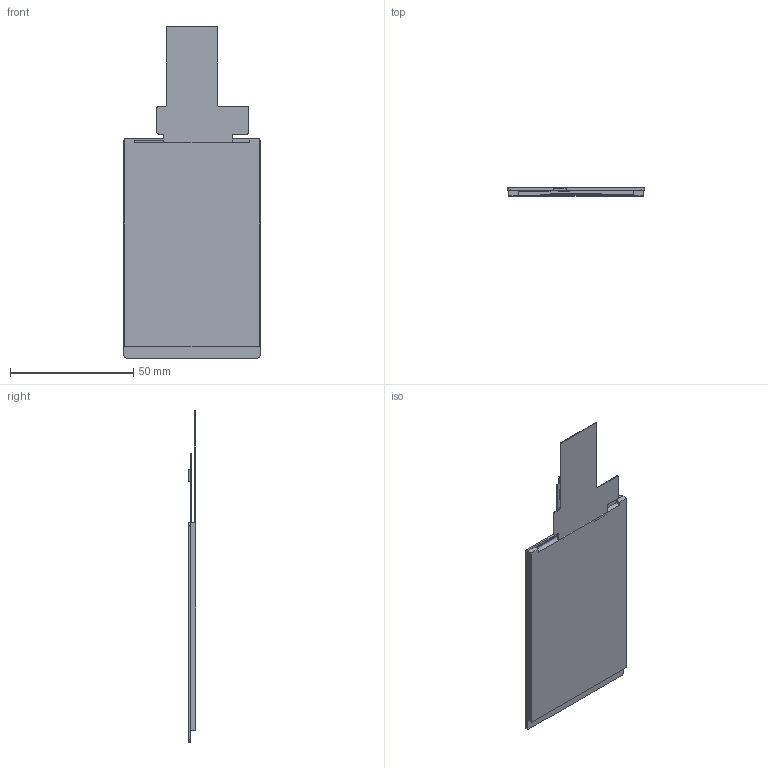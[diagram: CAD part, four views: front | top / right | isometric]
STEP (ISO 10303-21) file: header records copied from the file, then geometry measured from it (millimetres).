
FILE_DESCRIPTION (( 'STEP AP214' ), '1' );
FILE_NAME ('LiangHaoHai 3.5 IPS TFT CTP Straight.STEP', '2021-12-11T01:13:03', ( '' ), ( '' ), 'SwSTEP 2.0', 'SolidWorks 2020', '' );
FILE_SCHEMA (( 'AUTOMOTIVE_DESIGN' ));
Length unit declared in the file: millimetre
Products named in the file (1): LiangHaoHai 3.5 IPS TFT CTP Straight
Bounding box: 55.18 x 3.1 x 134.54 mm (x, y, z)
Volume: 14454.3 mm3; surface area: 23213.8 mm2
Topology: 6 solids, 6 shells, 81 faces, 204 edges, 136 vertices
Faces by surface type: plane 65, cylinder 16
Entity records: 2504 total; most frequent: CARTESIAN_POINT 422, ORIENTED_EDGE 408, DIRECTION 400, EDGE_CURVE 204, VECTOR 172, LINE 172, VERTEX_POINT 136, AXIS2_PLACEMENT_3D 114
